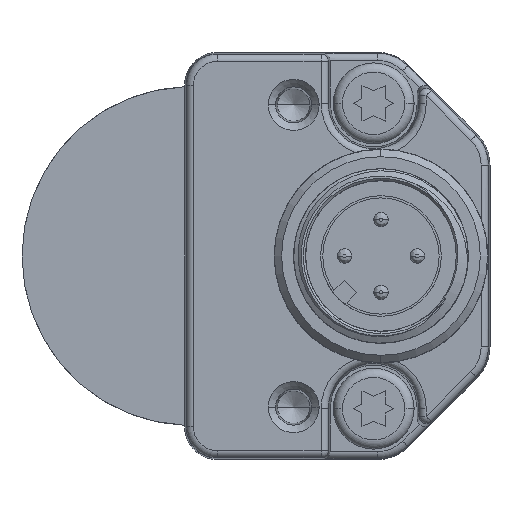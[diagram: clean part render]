
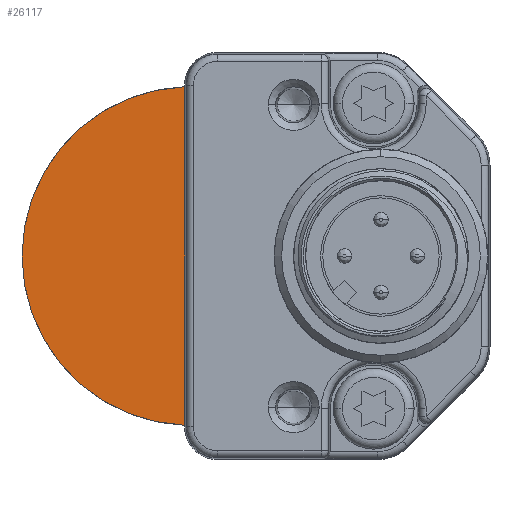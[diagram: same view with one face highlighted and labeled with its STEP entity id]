
A CAD part, left-side view. The second image highlights one B-rep face of the part: STEP entity #26117.
In plain terms, the highlighted planar face has unit normal (-1, 0, 0).
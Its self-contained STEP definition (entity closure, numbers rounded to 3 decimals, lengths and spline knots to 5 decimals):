
#983=DIRECTION('',(0.,0.,1.));
#984=VECTOR('',#983,0.91659);
#985=CARTESIAN_POINT('',(0.,0.82677,-0.4583));
#986=LINE('',#985,#984);
#987=CARTESIAN_POINT('',(0.,0.80846,0.));
#988=DIRECTION('',(-1.,0.,0.));
#989=DIRECTION('',(0.,0.04,0.999));
#990=AXIS2_PLACEMENT_3D('',#987,#988,#989);
#22599=CARTESIAN_POINT('',(0.,0.82677,-0.4583));
#22600=CARTESIAN_POINT('',(0.,0.82677,0.4583));
#22601=VERTEX_POINT('',#22599);
#22602=VERTEX_POINT('',#22600);
#26107=CARTESIAN_POINT('',(0.,0.74941,0.));
#26108=DIRECTION('',(-1.,0.,0.));
#26109=DIRECTION('',(0.,0.,1.));
#26110=AXIS2_PLACEMENT_3D('',#26107,#26108,#26109);
#26111=PLANE('',#26110);
#26113=ORIENTED_EDGE('',*,*,#26112,.F.);
#26114=ORIENTED_EDGE('',*,*,#26095,.F.);
#26115=EDGE_LOOP('',(#26113,#26114));
#26116=FACE_OUTER_BOUND('',#26115,.F.);
#26117=ADVANCED_FACE('',(#26116),#26111,.T.);
#991=CIRCLE('',#990,0.45866);
#26095=EDGE_CURVE('',#22602,#22601,#991,.T.);
#26112=EDGE_CURVE('',#22601,#22602,#986,.T.);
